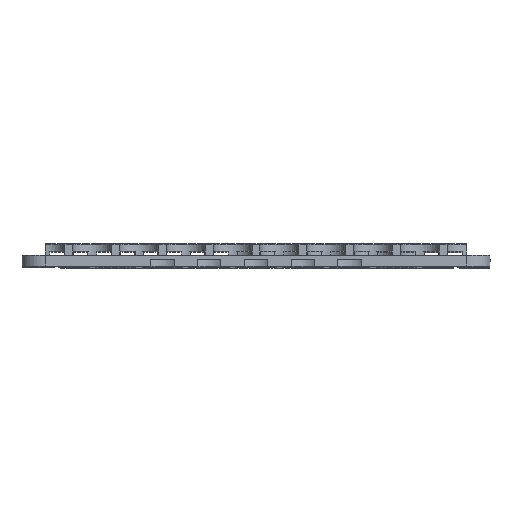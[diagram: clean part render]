
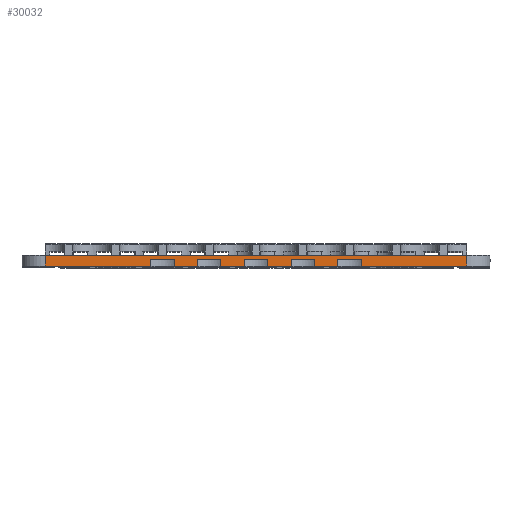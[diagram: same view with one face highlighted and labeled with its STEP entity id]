
A CAD part, top view. The second image highlights one B-rep face of the part: STEP entity #30032.
In plain terms, the highlighted planar face has unit normal (0, 0, 1).
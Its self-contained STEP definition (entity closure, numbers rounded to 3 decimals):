
#395=PLANE('',#34073);
#4730=FACE_OUTER_BOUND('',#6110,.T.);
#6110=EDGE_LOOP('',(#26387,#26388,#26389,#26390,#26391,#26392,#26393,#26394,
#26395,#26396,#26397,#26398,#26399,#26400,#26401,#26402,#26403,#26404,#26405,
#26406,#26407,#26408,#26409,#26410));
#7648=LINE('',#49598,#9503);
#7684=LINE('',#50646,#9539);
#7687=LINE('',#50695,#9542);
#7690=LINE('',#50739,#9545);
#7693=LINE('',#50816,#9548);
#7696=LINE('',#50857,#9551);
#7922=LINE('',#51641,#9777);
#8360=LINE('',#56199,#10215);
#8365=LINE('',#56208,#10220);
#8366=LINE('',#56210,#10221);
#8372=LINE('',#56238,#10227);
#8377=LINE('',#56247,#10232);
#8378=LINE('',#56249,#10233);
#8384=LINE('',#56277,#10239);
#8389=LINE('',#56286,#10244);
#8390=LINE('',#56288,#10245);
#8396=LINE('',#56316,#10251);
#8401=LINE('',#56325,#10256);
#8402=LINE('',#56327,#10257);
#8408=LINE('',#56355,#10263);
#8413=LINE('',#56364,#10268);
#8420=LINE('',#56379,#10275);
#8458=LINE('',#56572,#10313);
#8459=LINE('',#56574,#10314);
#9503=VECTOR('',#38250,10.);
#9539=VECTOR('',#38564,10.);
#9542=VECTOR('',#38593,10.);
#9545=VECTOR('',#38612,10.);
#9548=VECTOR('',#38639,10.);
#9551=VECTOR('',#38654,10.);
#9777=VECTOR('',#39336,10.);
#10215=VECTOR('',#43332,10.);
#10220=VECTOR('',#43339,10.);
#10221=VECTOR('',#43342,10.);
#10227=VECTOR('',#43372,10.);
#10232=VECTOR('',#43379,10.);
#10233=VECTOR('',#43382,10.);
#10239=VECTOR('',#43412,10.);
#10244=VECTOR('',#43419,10.);
#10245=VECTOR('',#43422,10.);
#10251=VECTOR('',#43452,10.);
#10256=VECTOR('',#43459,10.);
#10257=VECTOR('',#43462,10.);
#10263=VECTOR('',#43492,10.);
#10268=VECTOR('',#43499,10.);
#10275=VECTOR('',#43514,10.);
#10313=VECTOR('',#43764,10.);
#10314=VECTOR('',#43767,10.);
#12240=VERTEX_POINT('',#49592);
#12241=VERTEX_POINT('',#49596);
#12245=VERTEX_POINT('',#49636);
#12301=VERTEX_POINT('',#50644);
#12302=VERTEX_POINT('',#50645);
#12306=VERTEX_POINT('',#50690);
#12307=VERTEX_POINT('',#50694);
#12311=VERTEX_POINT('',#50734);
#12312=VERTEX_POINT('',#50738);
#12318=VERTEX_POINT('',#50812);
#12321=VERTEX_POINT('',#50852);
#12322=VERTEX_POINT('',#50856);
#12652=VERTEX_POINT('',#51640);
#13453=VERTEX_POINT('',#56198);
#13456=VERTEX_POINT('',#56206);
#13466=VERTEX_POINT('',#56237);
#13469=VERTEX_POINT('',#56245);
#13479=VERTEX_POINT('',#56276);
#13482=VERTEX_POINT('',#56284);
#13492=VERTEX_POINT('',#56315);
#13495=VERTEX_POINT('',#56323);
#13505=VERTEX_POINT('',#56354);
#13508=VERTEX_POINT('',#56362);
#13561=VERTEX_POINT('',#56570);
#15765=EDGE_CURVE('',#12241,#12240,#7648,.T.);
#15918=EDGE_CURVE('',#12301,#12302,#7684,.T.);
#15930=EDGE_CURVE('',#12307,#12306,#7687,.T.);
#15939=EDGE_CURVE('',#12312,#12311,#7690,.T.);
#15952=EDGE_CURVE('',#12318,#12245,#7693,.T.);
#15959=EDGE_CURVE('',#12322,#12321,#7696,.T.);
#16364=EDGE_CURVE('',#12302,#12652,#7922,.T.);
#18234=EDGE_CURVE('',#13453,#12245,#8360,.T.);
#18239=EDGE_CURVE('',#12241,#13456,#8365,.T.);
#18240=EDGE_CURVE('',#13456,#13453,#8366,.T.);
#18256=EDGE_CURVE('',#13466,#12240,#8372,.T.);
#18261=EDGE_CURVE('',#12322,#13469,#8377,.T.);
#18262=EDGE_CURVE('',#13469,#13466,#8378,.T.);
#18278=EDGE_CURVE('',#13479,#12311,#8384,.T.);
#18283=EDGE_CURVE('',#12307,#13482,#8389,.T.);
#18284=EDGE_CURVE('',#13482,#13479,#8390,.T.);
#18300=EDGE_CURVE('',#13492,#12306,#8396,.T.);
#18305=EDGE_CURVE('',#12301,#13495,#8401,.T.);
#18306=EDGE_CURVE('',#13495,#13492,#8402,.T.);
#18322=EDGE_CURVE('',#13505,#12321,#8408,.T.);
#18327=EDGE_CURVE('',#12312,#13508,#8413,.T.);
#18335=EDGE_CURVE('',#13508,#13505,#8420,.T.);
#18446=EDGE_CURVE('',#13561,#12318,#8458,.T.);
#18447=EDGE_CURVE('',#13561,#12652,#8459,.T.);
#26387=ORIENTED_EDGE('',*,*,#15952,.F.);
#26388=ORIENTED_EDGE('',*,*,#18446,.F.);
#26389=ORIENTED_EDGE('',*,*,#18447,.T.);
#26390=ORIENTED_EDGE('',*,*,#16364,.F.);
#26391=ORIENTED_EDGE('',*,*,#15918,.F.);
#26392=ORIENTED_EDGE('',*,*,#18305,.T.);
#26393=ORIENTED_EDGE('',*,*,#18306,.T.);
#26394=ORIENTED_EDGE('',*,*,#18300,.T.);
#26395=ORIENTED_EDGE('',*,*,#15930,.F.);
#26396=ORIENTED_EDGE('',*,*,#18283,.T.);
#26397=ORIENTED_EDGE('',*,*,#18284,.T.);
#26398=ORIENTED_EDGE('',*,*,#18278,.T.);
#26399=ORIENTED_EDGE('',*,*,#15939,.F.);
#26400=ORIENTED_EDGE('',*,*,#18327,.T.);
#26401=ORIENTED_EDGE('',*,*,#18335,.T.);
#26402=ORIENTED_EDGE('',*,*,#18322,.T.);
#26403=ORIENTED_EDGE('',*,*,#15959,.F.);
#26404=ORIENTED_EDGE('',*,*,#18261,.T.);
#26405=ORIENTED_EDGE('',*,*,#18262,.T.);
#26406=ORIENTED_EDGE('',*,*,#18256,.T.);
#26407=ORIENTED_EDGE('',*,*,#15765,.F.);
#26408=ORIENTED_EDGE('',*,*,#18239,.T.);
#26409=ORIENTED_EDGE('',*,*,#18240,.T.);
#26410=ORIENTED_EDGE('',*,*,#18234,.T.);
#30032=ADVANCED_FACE('',(#4730),#395,.T.);
#34073=AXIS2_PLACEMENT_3D('',#56573,#43765,#43766);
#38250=DIRECTION('',(-1.,0.,0.));
#38564=DIRECTION('',(-1.,0.,0.));
#38593=DIRECTION('',(-1.,0.,0.));
#38612=DIRECTION('',(-1.,0.,0.));
#38639=DIRECTION('',(-1.,0.,0.));
#38654=DIRECTION('',(-1.,0.,0.));
#39336=DIRECTION('',(0.,1.,0.));
#43332=DIRECTION('',(0.,-1.,0.));
#43339=DIRECTION('',(0.,1.,0.));
#43342=DIRECTION('',(1.,0.,0.));
#43372=DIRECTION('',(0.,-1.,0.));
#43379=DIRECTION('',(0.,1.,0.));
#43382=DIRECTION('',(1.,0.,0.));
#43412=DIRECTION('',(0.,-1.,0.));
#43419=DIRECTION('',(0.,1.,0.));
#43422=DIRECTION('',(1.,0.,0.));
#43452=DIRECTION('',(0.,-1.,0.));
#43459=DIRECTION('',(0.,1.,0.));
#43462=DIRECTION('',(1.,0.,0.));
#43492=DIRECTION('',(0.,-1.,0.));
#43499=DIRECTION('',(0.,1.,0.));
#43514=DIRECTION('',(1.,0.,0.));
#43764=DIRECTION('',(0.,-1.,0.));
#43765=DIRECTION('center_axis',(0.,0.,1.));
#43766=DIRECTION('ref_axis',(1.,0.,0.));
#43767=DIRECTION('',(-1.,0.,0.));
#49592=CARTESIAN_POINT('',(-13.192,2.1,65.75));
#49596=CARTESIAN_POINT('',(-10.192,2.1,65.75));
#49598=CARTESIAN_POINT('',(-35.692,2.1,65.75));
#49636=CARTESIAN_POINT('',(-7.192,2.1,65.75));
#50644=CARTESIAN_POINT('',(-34.192,2.1,65.75));
#50645=CARTESIAN_POINT('',(-47.692,2.1,65.75));
#50646=CARTESIAN_POINT('',(-35.692,2.1,65.75));
#50690=CARTESIAN_POINT('',(-31.192,2.1,65.75));
#50694=CARTESIAN_POINT('',(-28.192,2.1,65.75));
#50695=CARTESIAN_POINT('',(-35.692,2.1,65.75));
#50734=CARTESIAN_POINT('',(-25.192,2.1,65.75));
#50738=CARTESIAN_POINT('',(-22.192,2.1,65.75));
#50739=CARTESIAN_POINT('',(-35.692,2.1,65.75));
#50812=CARTESIAN_POINT('',(6.308,2.1,65.75));
#50816=CARTESIAN_POINT('',(-35.692,2.1,65.75));
#50852=CARTESIAN_POINT('',(-19.192,2.1,65.75));
#50856=CARTESIAN_POINT('',(-16.192,2.1,65.75));
#50857=CARTESIAN_POINT('',(-35.692,2.1,65.75));
#51640=CARTESIAN_POINT('',(-47.692,3.5,65.75));
#51641=CARTESIAN_POINT('',(-47.692,2.,65.75));
#56198=CARTESIAN_POINT('',(-7.192,3.,65.75));
#56199=CARTESIAN_POINT('',(-7.192,2.,65.75));
#56206=CARTESIAN_POINT('',(-10.192,3.,65.75));
#56208=CARTESIAN_POINT('',(-10.192,2.,65.75));
#56210=CARTESIAN_POINT('',(-29.692,3.,65.75));
#56237=CARTESIAN_POINT('',(-13.192,3.,65.75));
#56238=CARTESIAN_POINT('',(-13.192,2.,65.75));
#56245=CARTESIAN_POINT('',(-16.192,3.,65.75));
#56247=CARTESIAN_POINT('',(-16.192,2.,65.75));
#56249=CARTESIAN_POINT('',(-32.692,3.,65.75));
#56276=CARTESIAN_POINT('',(-25.192,3.,65.75));
#56277=CARTESIAN_POINT('',(-25.192,2.,65.75));
#56284=CARTESIAN_POINT('',(-28.192,3.,65.75));
#56286=CARTESIAN_POINT('',(-28.192,2.,65.75));
#56288=CARTESIAN_POINT('',(-38.692,3.,65.75));
#56315=CARTESIAN_POINT('',(-31.192,3.,65.75));
#56316=CARTESIAN_POINT('',(-31.192,2.,65.75));
#56323=CARTESIAN_POINT('',(-34.192,3.,65.75));
#56325=CARTESIAN_POINT('',(-34.192,2.,65.75));
#56327=CARTESIAN_POINT('',(-41.692,3.,65.75));
#56354=CARTESIAN_POINT('',(-19.192,3.,65.75));
#56355=CARTESIAN_POINT('',(-19.192,2.,65.75));
#56362=CARTESIAN_POINT('',(-22.192,3.,65.75));
#56364=CARTESIAN_POINT('',(-22.192,2.,65.75));
#56379=CARTESIAN_POINT('',(-35.692,3.,65.75));
#56570=CARTESIAN_POINT('',(6.308,3.5,65.75));
#56572=CARTESIAN_POINT('',(6.308,2.,65.75));
#56573=CARTESIAN_POINT('Origin',(-50.692,2.,65.75));
#56574=CARTESIAN_POINT('',(-35.692,3.5,65.75));
